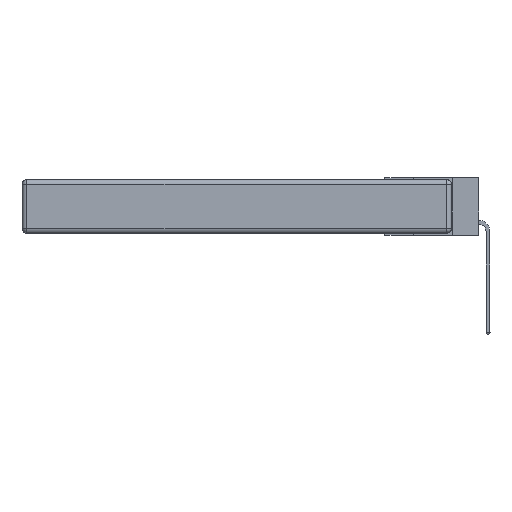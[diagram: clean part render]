
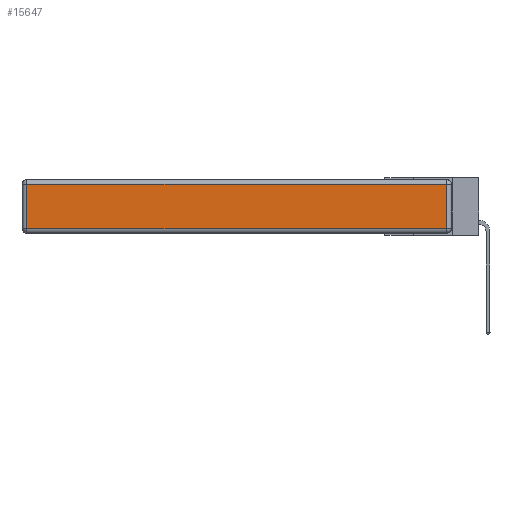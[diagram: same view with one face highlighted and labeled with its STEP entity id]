
A CAD part, left-side view. The second image highlights one B-rep face of the part: STEP entity #15647.
In plain terms, the highlighted planar face has unit normal (-1, 0, 0).
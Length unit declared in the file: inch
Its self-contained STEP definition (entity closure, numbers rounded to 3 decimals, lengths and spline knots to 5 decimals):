
#336 = DIRECTION ( 'NONE',  ( 0., 0., 1. ) ) ;
#1641 = CARTESIAN_POINT ( 'NONE',  ( 0., 2.72, -0.03 ) ) ;
#1648 = EDGE_CURVE ( 'NONE', #16364, #10714, #6809, .T. ) ;
#2065 = ORIENTED_EDGE ( 'NONE', *, *, #16090, .T. ) ;
#2304 = FACE_OUTER_BOUND ( 'NONE', #4182, .T. ) ;
#2381 = VERTEX_POINT ( 'NONE', #13600 ) ;
#2591 = EDGE_CURVE ( 'NONE', #10714, #2381, #9561, .T. ) ;
#2629 = DIRECTION ( 'NONE',  ( -1., 0., 0. ) ) ;
#3541 = CARTESIAN_POINT ( 'NONE',  ( 0., 2.72, -0.343 ) ) ;
#3762 = CARTESIAN_POINT ( 'NONE',  ( 0., 0., -0.313 ) ) ;
#4070 = LINE ( 'NONE', #4329, #9439 ) ;
#4182 = EDGE_LOOP ( 'NONE', ( #14330, #2065, #13376, #4616 ) ) ;
#4329 = CARTESIAN_POINT ( 'NONE',  ( 0., 0.03, -0.343 ) ) ;
#4616 = ORIENTED_EDGE ( 'NONE', *, *, #2591, .T. ) ;
#5362 = CARTESIAN_POINT ( 'NONE',  ( 0., 0., -0.343 ) ) ;
#6614 = AXIS2_PLACEMENT_3D ( 'NONE', #5362, #2629, #336 ) ;
#6809 = LINE ( 'NONE', #7817, #8007 ) ;
#7486 = DIRECTION ( 'NONE',  ( 0., -1., 0. ) ) ;
#7817 = CARTESIAN_POINT ( 'NONE',  ( 0., 2.75, -0.03 ) ) ;
#8007 = VECTOR ( 'NONE', #15365, 39.37008 ) ;
#9439 = VECTOR ( 'NONE', #11998, 39.37008 ) ;
#9561 = LINE ( 'NONE', #3541, #15912 ) ;
#10714 = VERTEX_POINT ( 'NONE', #1641 ) ;
#11227 = DIRECTION ( 'NONE',  ( 0., 0., -1. ) ) ;
#11347 = LINE ( 'NONE', #3762, #12170 ) ;
#11665 = PLANE ( 'NONE',  #6614 ) ;
#11998 = DIRECTION ( 'NONE',  ( 0., 0., 1. ) ) ;
#12163 = EDGE_CURVE ( 'NONE', #2381, #16359, #11347, .T. ) ;
#12170 = VECTOR ( 'NONE', #7486, 39.37008 ) ;
#12314 = CARTESIAN_POINT ( 'NONE',  ( 0., 0.03, -0.313 ) ) ;
#13376 = ORIENTED_EDGE ( 'NONE', *, *, #1648, .T. ) ;
#13600 = CARTESIAN_POINT ( 'NONE',  ( 0., 2.72, -0.313 ) ) ;
#14330 = ORIENTED_EDGE ( 'NONE', *, *, #12163, .T. ) ;
#15365 = DIRECTION ( 'NONE',  ( 0., 1., 0. ) ) ;
#15647 = ADVANCED_FACE ( 'NONE', ( #2304 ), #11665, .T. ) ;
#15912 = VECTOR ( 'NONE', #11227, 39.37008 ) ;
#16079 = CARTESIAN_POINT ( 'NONE',  ( 0., 0.03, -0.03 ) ) ;
#16090 = EDGE_CURVE ( 'NONE', #16359, #16364, #4070, .T. ) ;
#16359 = VERTEX_POINT ( 'NONE', #12314 ) ;
#16364 = VERTEX_POINT ( 'NONE', #16079 ) ;
